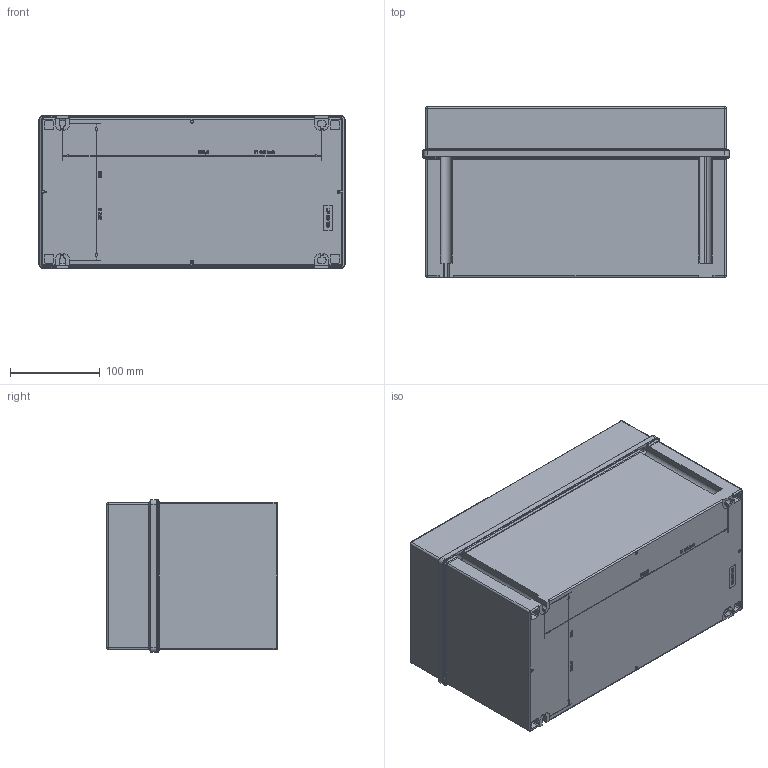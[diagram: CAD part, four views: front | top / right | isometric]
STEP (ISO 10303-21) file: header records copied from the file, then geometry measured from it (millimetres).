
FILE_DESCRIPTION (( 'STEP AP203' ), '1' );
FILE_NAME ('8146-_075.STEP', '2014-10-13T09:54:44', ( '' ), ( '' ), 'SwSTEP 2.0', 'SolidWorks 2014', '' );
FILE_SCHEMA (( 'CONFIG_CONTROL_DESIGN' ));
Length unit declared in the file: millimetre
Products named in the file (8): 8146-_075; 81_469_60_04_0_3d export; 81_469_05_05_0_81_469_45_05_0; 81_460_33_05_0_3d export; 509_642_0; 509_642_0_1_montiert
Assembly tree (10 placements, depth 3):
  8146-_075
    81_469_60_04_0_3d export
      81_469_60_04_0_3d export
    81_460_33_05_0_3d export
      81_469_05_05_0_81_469_45_05_0
    509_642_0  x4
      509_642_0
      509_642_0_1_montiert
Bounding box: 340.5 x 190.3 x 170 mm (x, y, z)
Volume: 1214043.9 mm3; surface area: 662791.3 mm2
Topology: 10 solids, 10 shells, 1534 faces, 3931 edges, 2511 vertices
Faces by surface type: plane 798, bspline 313, cylinder 263, cone 84, torus 64, sphere 12
Entity records: 60394 total; most frequent: CARTESIAN_POINT 27333, ORIENTED_EDGE 7250, DIRECTION 5624, EDGE_CURVE 3625, VERTEX_POINT 2325, VECTOR 2280, LINE 2280, AXIS2_PLACEMENT_3D 1672
